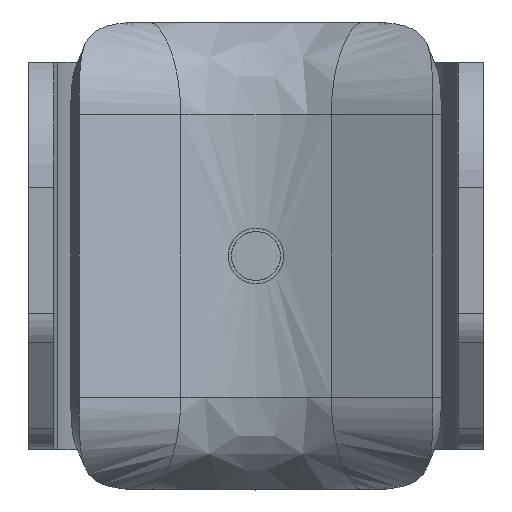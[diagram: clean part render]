
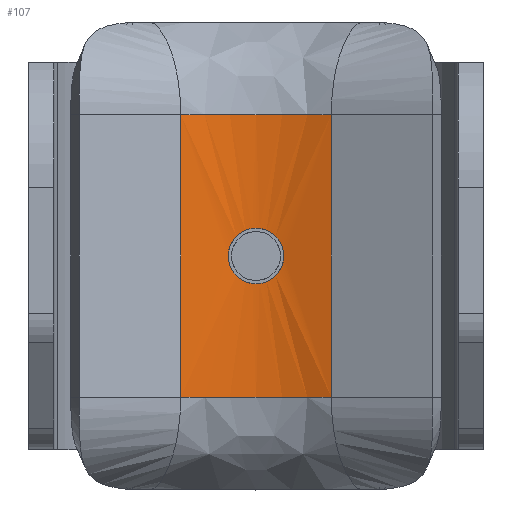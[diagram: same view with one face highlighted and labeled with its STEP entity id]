
A CAD part, front view. The second image highlights one B-rep face of the part: STEP entity #107.
In plain terms, the highlighted free-form (B-spline) face has degree [1, 2] with [2, 3] control points.
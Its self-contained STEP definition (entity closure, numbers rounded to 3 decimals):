
#75=FACE_BOUND('',#534,.T.);
#107=ADVANCED_FACE('',(#319,#75),#3135,.T.);
#319=FACE_OUTER_BOUND('',#533,.T.);
#533=EDGE_LOOP('',(#831,#832,#833,#834));
#534=EDGE_LOOP('',(#835,#836));
#831=ORIENTED_EDGE('',*,*,#1821,.T.);
#832=ORIENTED_EDGE('',*,*,#1820,.T.);
#833=ORIENTED_EDGE('',*,*,#1816,.F.);
#834=ORIENTED_EDGE('',*,*,#1819,.F.);
#835=ORIENTED_EDGE('',*,*,#1895,.F.);
#836=ORIENTED_EDGE('',*,*,#1896,.F.);
#1816=EDGE_CURVE('',#2840,#2841,#2320,.T.);
#1819=EDGE_CURVE('',#2843,#2840,#2705,.T.);
#1820=EDGE_CURVE('',#2844,#2841,#2706,.T.);
#1821=EDGE_CURVE('',#2843,#2844,#2707,.T.);
#1895=EDGE_CURVE('',#2881,#2882,#2387,.T.);
#1896=EDGE_CURVE('',#2882,#2881,#2388,.T.);
#2320=B_SPLINE_CURVE_WITH_KNOTS('',1,(#4886,#4887),.UNSPECIFIED.,.F.,.F.,
(2,2),(0.,16.772),.UNSPECIFIED.);
#2387=B_SPLINE_CURVE_WITH_KNOTS('',3,(#5412,#5413,#5414,#5415,#5416,#5417,
#5418,#5419,#5420,#5421,#5422,#5423,#5424,#5425,#5426,#5427,#5428,#5429,
#5430),.UNSPECIFIED.,.F.,.F.,(4,2,2,2,3,2,2,2,4),(0.,0.653,
1.306,1.959,2.612,3.266,3.919,
4.571,5.225),.UNSPECIFIED.);
#2388=B_SPLINE_CURVE_WITH_KNOTS('',3,(#5431,#5432,#5433,#5434,#5435,#5436,
#5437,#5438,#5439,#5440,#5441,#5442,#5443,#5444,#5445,#5446,#5447,#5448,
#5449),.UNSPECIFIED.,.F.,.F.,(4,2,2,2,3,2,2,2,4),(0.,0.653,
1.306,1.959,2.612,3.266,3.919,
4.571,5.225),.UNSPECIFIED.);
#2705=(
BOUNDED_CURVE()
B_SPLINE_CURVE(2,(#4892,#4893,#4894),.UNSPECIFIED.,.F.,.F.)
B_SPLINE_CURVE_WITH_KNOTS((3,3),(-9.215,0.),.UNSPECIFIED.)
CURVE()
GEOMETRIC_REPRESENTATION_ITEM()
RATIONAL_B_SPLINE_CURVE((1.,0.914,1.))
REPRESENTATION_ITEM('')
);
#2706=(
BOUNDED_CURVE()
B_SPLINE_CURVE(2,(#4895,#4896,#4897),.UNSPECIFIED.,.F.,.F.)
B_SPLINE_CURVE_WITH_KNOTS((3,3),(-9.215,0.),.UNSPECIFIED.)
CURVE()
GEOMETRIC_REPRESENTATION_ITEM()
RATIONAL_B_SPLINE_CURVE((1.,0.914,1.))
REPRESENTATION_ITEM('')
);
#2707=(
BOUNDED_CURVE()
B_SPLINE_CURVE(1,(#4898,#4899),.UNSPECIFIED.,.F.,.F.)
B_SPLINE_CURVE_WITH_KNOTS((2,2),(0.,16.772),.UNSPECIFIED.)
CURVE()
GEOMETRIC_REPRESENTATION_ITEM()
RATIONAL_B_SPLINE_CURVE((1.,1.))
REPRESENTATION_ITEM('')
);
#2840=VERTEX_POINT('',#4796);
#2841=VERTEX_POINT('',#4797);
#2843=VERTEX_POINT('',#4799);
#2844=VERTEX_POINT('',#4800);
#2881=VERTEX_POINT('',#4837);
#2882=VERTEX_POINT('',#4838);
#3135=(
BOUNDED_SURFACE()
B_SPLINE_SURFACE(1,2,((#4028,#4029,#4030),(#4031,#4032,#4033)),
 .UNSPECIFIED.,.F.,.F.,.F.)
B_SPLINE_SURFACE_WITH_KNOTS((2,2),(3,3),(0.,16.772),(-9.215,
0.),.UNSPECIFIED.)
GEOMETRIC_REPRESENTATION_ITEM()
RATIONAL_B_SPLINE_SURFACE(((1.,0.914,1.),(1.,0.914,
1.)))
REPRESENTATION_ITEM('')
SURFACE()
);
#4028=CARTESIAN_POINT('',(4.474,-10.921,3.114));
#4029=CARTESIAN_POINT('',(0.,-8.929,3.114));
#4030=CARTESIAN_POINT('',(-4.474,-10.921,3.114));
#4031=CARTESIAN_POINT('',(4.474,-10.921,19.886));
#4032=CARTESIAN_POINT('',(0.,-8.929,19.886));
#4033=CARTESIAN_POINT('',(-4.474,-10.921,19.886));
#4796=CARTESIAN_POINT('',(-4.474,-10.921,3.114));
#4797=CARTESIAN_POINT('',(-4.474,-10.921,19.886));
#4799=CARTESIAN_POINT('',(4.474,-10.921,3.114));
#4800=CARTESIAN_POINT('',(4.474,-10.921,19.886));
#4837=CARTESIAN_POINT('',(0.,-9.97,13.15));
#4838=CARTESIAN_POINT('',(0.,-9.97,9.85));
#4886=CARTESIAN_POINT('',(-4.474,-10.921,3.114));
#4887=CARTESIAN_POINT('',(-4.474,-10.921,19.886));
#4892=CARTESIAN_POINT('',(4.474,-10.921,3.114));
#4893=CARTESIAN_POINT('',(0.,-8.929,3.114));
#4894=CARTESIAN_POINT('',(-4.474,-10.921,3.114));
#4895=CARTESIAN_POINT('',(4.474,-10.921,19.886));
#4896=CARTESIAN_POINT('',(0.,-8.929,19.886));
#4897=CARTESIAN_POINT('',(-4.474,-10.921,19.886));
#4898=CARTESIAN_POINT('',(4.474,-10.921,3.114));
#4899=CARTESIAN_POINT('',(4.474,-10.921,19.886));
#5412=CARTESIAN_POINT('',(0.,-9.97,13.15));
#5413=CARTESIAN_POINT('',(-0.217,-9.97,13.15));
#5414=CARTESIAN_POINT('',(-0.432,-9.976,13.107));
#5415=CARTESIAN_POINT('',(-0.832,-10.,12.941));
#5416=CARTESIAN_POINT('',(-1.014,-10.016,12.82));
#5417=CARTESIAN_POINT('',(-1.32,-10.048,12.514));
#5418=CARTESIAN_POINT('',(-1.441,-10.064,12.332));
#5419=CARTESIAN_POINT('',(-1.607,-10.088,11.932));
#5420=CARTESIAN_POINT('',(-1.65,-10.094,11.717));
#5421=CARTESIAN_POINT('',(-1.65,-10.094,11.5));
#5422=CARTESIAN_POINT('',(-1.65,-10.094,11.283));
#5423=CARTESIAN_POINT('',(-1.607,-10.088,11.068));
#5424=CARTESIAN_POINT('',(-1.441,-10.064,10.668));
#5425=CARTESIAN_POINT('',(-1.32,-10.048,10.486));
#5426=CARTESIAN_POINT('',(-1.014,-10.016,10.18));
#5427=CARTESIAN_POINT('',(-0.832,-10.,10.059));
#5428=CARTESIAN_POINT('',(-0.432,-9.976,9.893));
#5429=CARTESIAN_POINT('',(-0.217,-9.97,9.85));
#5430=CARTESIAN_POINT('',(0.,-9.97,9.85));
#5431=CARTESIAN_POINT('',(0.,-9.97,9.85));
#5432=CARTESIAN_POINT('',(0.217,-9.97,9.85));
#5433=CARTESIAN_POINT('',(0.432,-9.976,9.893));
#5434=CARTESIAN_POINT('',(0.832,-10.,10.059));
#5435=CARTESIAN_POINT('',(1.014,-10.016,10.18));
#5436=CARTESIAN_POINT('',(1.32,-10.048,10.486));
#5437=CARTESIAN_POINT('',(1.441,-10.064,10.668));
#5438=CARTESIAN_POINT('',(1.607,-10.088,11.068));
#5439=CARTESIAN_POINT('',(1.65,-10.094,11.283));
#5440=CARTESIAN_POINT('',(1.65,-10.094,11.5));
#5441=CARTESIAN_POINT('',(1.65,-10.094,11.717));
#5442=CARTESIAN_POINT('',(1.607,-10.088,11.932));
#5443=CARTESIAN_POINT('',(1.441,-10.064,12.332));
#5444=CARTESIAN_POINT('',(1.32,-10.048,12.514));
#5445=CARTESIAN_POINT('',(1.014,-10.016,12.82));
#5446=CARTESIAN_POINT('',(0.832,-10.,12.941));
#5447=CARTESIAN_POINT('',(0.432,-9.976,13.107));
#5448=CARTESIAN_POINT('',(0.217,-9.97,13.15));
#5449=CARTESIAN_POINT('',(0.,-9.97,13.15));
